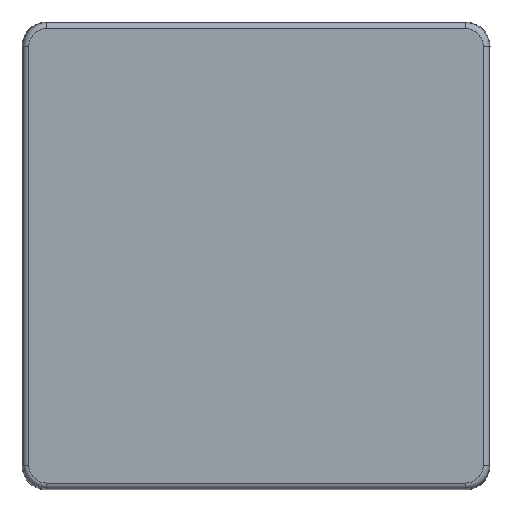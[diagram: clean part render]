
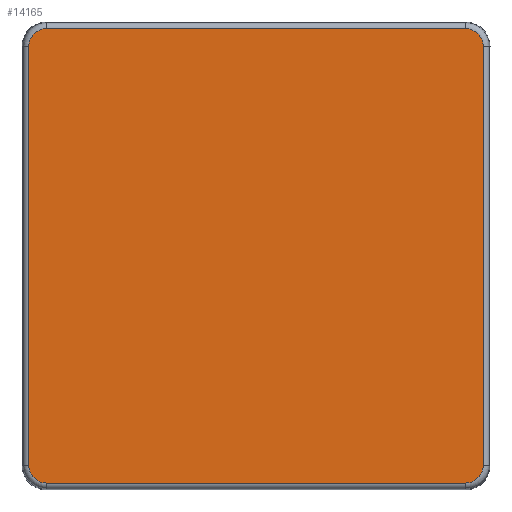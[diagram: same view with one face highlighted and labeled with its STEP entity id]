
A CAD part, top view. The second image highlights one B-rep face of the part: STEP entity #14165.
In plain terms, the highlighted face is planar.
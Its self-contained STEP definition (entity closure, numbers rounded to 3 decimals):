
#655=PLANE('',#15489);
#1380=FACE_OUTER_BOUND('',#2140,.T.);
#2140=EDGE_LOOP('',(#13011,#13012,#13013,#13014,#13015,#13016,#13017,#13018));
#3612=LINE('',#23561,#5167);
#3613=LINE('',#23567,#5168);
#3616=LINE('',#23585,#5171);
#3618=LINE('',#23597,#5173);
#5167=VECTOR('',#19257,10.);
#5168=VECTOR('',#19262,10.);
#5171=VECTOR('',#19285,10.);
#5173=VECTOR('',#19299,10.);
#5712=CIRCLE('',#15468,0.603);
#5714=CIRCLE('',#15471,0.603);
#5718=CIRCLE('',#15477,0.603);
#5721=CIRCLE('',#15482,0.603);
#6986=VERTEX_POINT('',#23554);
#6989=VERTEX_POINT('',#23559);
#6991=VERTEX_POINT('',#23564);
#6992=VERTEX_POINT('',#23566);
#6994=VERTEX_POINT('',#23572);
#6996=VERTEX_POINT('',#23581);
#6998=VERTEX_POINT('',#23587);
#7000=VERTEX_POINT('',#23593);
#8996=EDGE_CURVE('',#6989,#6986,#3612,.T.);
#8998=EDGE_CURVE('',#6991,#6992,#3613,.T.);
#9003=EDGE_CURVE('',#6992,#6994,#5712,.T.);
#9005=EDGE_CURVE('',#6986,#6991,#5714,.T.);
#9008=EDGE_CURVE('',#6994,#6996,#3616,.T.);
#9011=EDGE_CURVE('',#6996,#6998,#5718,.T.);
#9014=EDGE_CURVE('',#6998,#7000,#3618,.T.);
#9016=EDGE_CURVE('',#7000,#6989,#5721,.T.);
#13011=ORIENTED_EDGE('',*,*,#8998,.F.);
#13012=ORIENTED_EDGE('',*,*,#9005,.F.);
#13013=ORIENTED_EDGE('',*,*,#8996,.F.);
#13014=ORIENTED_EDGE('',*,*,#9016,.F.);
#13015=ORIENTED_EDGE('',*,*,#9014,.F.);
#13016=ORIENTED_EDGE('',*,*,#9011,.F.);
#13017=ORIENTED_EDGE('',*,*,#9008,.F.);
#13018=ORIENTED_EDGE('',*,*,#9003,.F.);
#14165=ADVANCED_FACE('',(#1380),#655,.F.);
#15468=AXIS2_PLACEMENT_3D('',#23576,#19272,#19273);
#15471=AXIS2_PLACEMENT_3D('',#23579,#19278,#19279);
#15477=AXIS2_PLACEMENT_3D('',#23591,#19292,#19293);
#15482=AXIS2_PLACEMENT_3D('',#23600,#19304,#19305);
#15489=AXIS2_PLACEMENT_3D('',#23619,#19325,#19326);
#19257=DIRECTION('',(0.,0.,-1.));
#19262=DIRECTION('',(1.,0.,0.));
#19272=DIRECTION('center_axis',(0.,-1.,0.));
#19273=DIRECTION('ref_axis',(0.707,0.,-0.707));
#19278=DIRECTION('center_axis',(0.,-1.,0.));
#19279=DIRECTION('ref_axis',(-0.707,0.,-0.707));
#19285=DIRECTION('',(0.,0.,1.));
#19292=DIRECTION('center_axis',(0.,-1.,0.));
#19293=DIRECTION('ref_axis',(0.707,0.,0.707));
#19299=DIRECTION('',(-1.,0.,0.));
#19304=DIRECTION('center_axis',(0.,-1.,0.));
#19305=DIRECTION('ref_axis',(-0.707,0.,0.707));
#19325=DIRECTION('center_axis',(0.,-1.,0.));
#19326=DIRECTION('ref_axis',(0.,0.,-1.));
#23554=CARTESIAN_POINT('',(639.233,-2912.267,0.335));
#23559=CARTESIAN_POINT('',(639.233,-2912.267,14.665));
#23561=CARTESIAN_POINT('',(639.233,-2912.267,15.));
#23564=CARTESIAN_POINT('',(639.836,-2912.267,-0.269));
#23566=CARTESIAN_POINT('',(654.166,-2912.267,-0.269));
#23567=CARTESIAN_POINT('',(654.501,-2912.267,-0.269));
#23572=CARTESIAN_POINT('',(654.77,-2912.267,0.335));
#23576=CARTESIAN_POINT('Origin',(654.166,-2912.267,0.335));
#23579=CARTESIAN_POINT('Origin',(639.836,-2912.267,0.335));
#23581=CARTESIAN_POINT('',(654.77,-2912.267,14.665));
#23585=CARTESIAN_POINT('',(654.77,-2912.267,15.));
#23587=CARTESIAN_POINT('',(654.166,-2912.267,15.269));
#23591=CARTESIAN_POINT('Origin',(654.166,-2912.267,14.665));
#23593=CARTESIAN_POINT('',(639.836,-2912.267,15.269));
#23597=CARTESIAN_POINT('',(654.501,-2912.267,15.269));
#23600=CARTESIAN_POINT('Origin',(639.836,-2912.267,14.665));
#23619=CARTESIAN_POINT('Origin',(654.501,-2912.267,15.));
